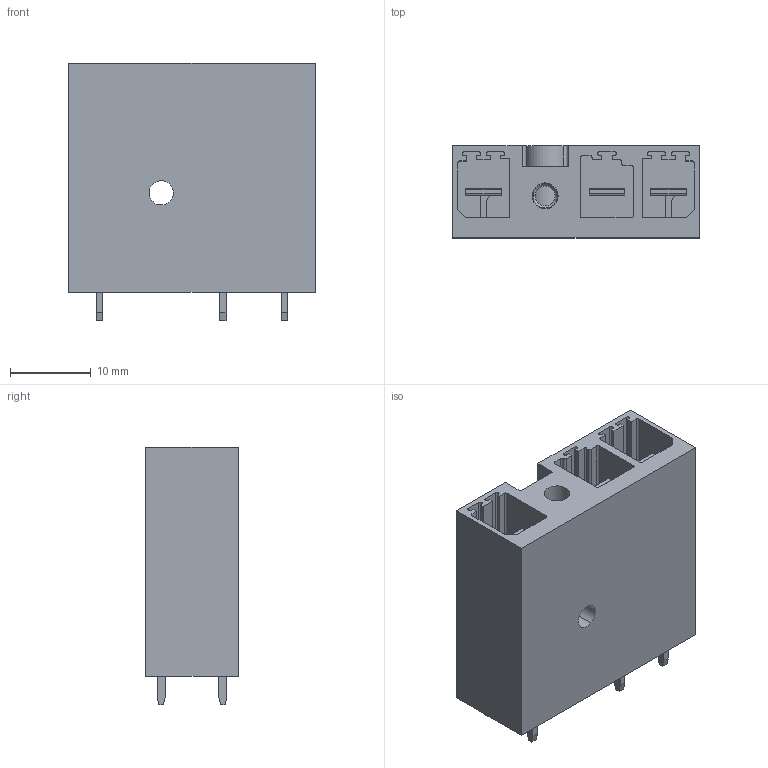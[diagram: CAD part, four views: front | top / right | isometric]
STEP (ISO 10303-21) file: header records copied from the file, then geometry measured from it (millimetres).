
FILE_DESCRIPTION(('CATIA V5 STEP Exchange','CAx-IF Rec.Pracs.--- Model Styling and Organization---1.2---2011-12-15'),'2;1');
FILE_NAME ('D1447710_0_1048430000_1048430000.stp','2018-11-30T14:00:50+00:00',('none'),('Weidmueller'),'CATIA Version 5-6 Release 2014','CATIA V5 STEP AP214','none');
FILE_SCHEMA(('AUTOMOTIVE_DESIGN { 1 0 10303 214 1 1 1 1 }'));
Length unit declared in the file: millimetre
Products named in the file (1): 1048430000
Bounding box: 30.48 x 11.4 x 31.8 mm (x, y, z)
Volume: 6950.6 mm3; surface area: 7053.1 mm2
Topology: 5 solids, 5 shells, 239 faces, 661 edges, 432 vertices
Faces by surface type: plane 192, cylinder 45, cone 2
Entity records: 7018 total; most frequent: ORIENTED_EDGE 1322, CARTESIAN_POINT 1239, DIRECTION 951, EDGE_CURVE 661, VECTOR 569, LINE 569, VERTEX_POINT 432, EDGE_LOOP 257
